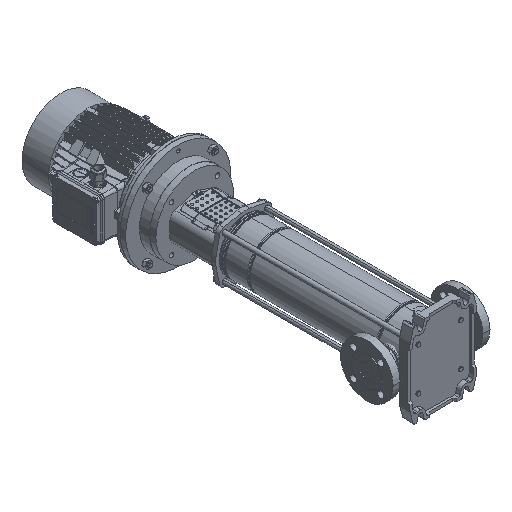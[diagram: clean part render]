
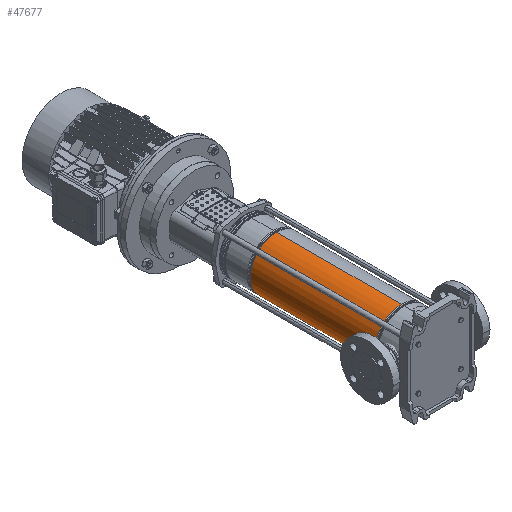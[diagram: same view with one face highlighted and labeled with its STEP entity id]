
A CAD part, isometric view. The second image highlights one B-rep face of the part: STEP entity #47677.
In plain terms, the highlighted cylindrical face has radius 74.9 mm (diameter 149.8 mm), a partial arc.
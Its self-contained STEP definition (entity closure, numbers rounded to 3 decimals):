
#3266 = DIRECTION ( 'NONE',  ( 1., 0., 0. ) ) ;
#3487 = ORIENTED_EDGE ( 'NONE', *, *, #48243, .T. ) ;
#6707 = DIRECTION ( 'NONE',  ( 1., 0., 0. ) ) ;
#6900 = CARTESIAN_POINT ( 'NONE',  ( -74.9, 0., 87.279 ) ) ;
#7307 = DIRECTION ( 'NONE',  ( -1., 0., 0. ) ) ;
#9264 = AXIS2_PLACEMENT_3D ( 'NONE', #33648, #74994, #3266 ) ;
#11749 = CARTESIAN_POINT ( 'NONE',  ( 74.9, 0., 0. ) ) ;
#12828 = EDGE_CURVE ( 'NONE', #25605, #55304, #65185, .T. ) ;
#14434 = CARTESIAN_POINT ( 'NONE',  ( -74.9, 0., 442.721 ) ) ;
#17285 = CARTESIAN_POINT ( 'NONE',  ( -74.9, 0., 0. ) ) ;
#18866 = EDGE_CURVE ( 'NONE', #25605, #42638, #28207, .T. ) ;
#19098 = AXIS2_PLACEMENT_3D ( 'NONE', #71238, #35776, #7307 ) ;
#19157 = AXIS2_PLACEMENT_3D ( 'NONE', #72983, #24974, #6707 ) ;
#20456 = ORIENTED_EDGE ( 'NONE', *, *, #12828, .T. ) ;
#24974 = DIRECTION ( 'NONE',  ( 0., 0., -1. ) ) ;
#25605 = VERTEX_POINT ( 'NONE', #14434 ) ;
#27393 = EDGE_LOOP ( 'NONE', ( #20456, #44410, #3487, #44627 ) ) ;
#28207 = LINE ( 'NONE', #17285, #36541 ) ;
#29971 = VERTEX_POINT ( 'NONE', #50480 ) ;
#33648 = CARTESIAN_POINT ( 'NONE',  ( 0., 0., 87.279 ) ) ;
#34765 = VECTOR ( 'NONE', #46459, 1000. ) ;
#35528 = LINE ( 'NONE', #11749, #34765 ) ;
#35776 = DIRECTION ( 'NONE',  ( 0., 0., -1. ) ) ;
#36541 = VECTOR ( 'NONE', #52012, 1000. ) ;
#42356 = FACE_OUTER_BOUND ( 'NONE', #27393, .T. ) ;
#42638 = VERTEX_POINT ( 'NONE', #6900 ) ;
#44410 = ORIENTED_EDGE ( 'NONE', *, *, #66276, .T. ) ;
#44627 = ORIENTED_EDGE ( 'NONE', *, *, #18866, .F. ) ;
#46459 = DIRECTION ( 'NONE',  ( 0., 0., -1. ) ) ;
#47677 = ADVANCED_FACE ( 'NONE', ( #42356 ), #70868, .T. ) ;
#48243 = EDGE_CURVE ( 'NONE', #29971, #42638, #71544, .T. ) ;
#50480 = CARTESIAN_POINT ( 'NONE',  ( 74.9, 0., 87.279 ) ) ;
#52012 = DIRECTION ( 'NONE',  ( 0., 0., -1. ) ) ;
#55304 = VERTEX_POINT ( 'NONE', #75363 ) ;
#65185 = CIRCLE ( 'NONE', #19157, 74.9 ) ;
#66276 = EDGE_CURVE ( 'NONE', #55304, #29971, #35528, .T. ) ;
#70868 = CYLINDRICAL_SURFACE ( 'NONE', #19098, 74.9 ) ;
#71238 = CARTESIAN_POINT ( 'NONE',  ( 0., 0., 0. ) ) ;
#71544 = CIRCLE ( 'NONE', #9264, 74.9 ) ;
#72983 = CARTESIAN_POINT ( 'NONE',  ( 0., 0., 442.721 ) ) ;
#74994 = DIRECTION ( 'NONE',  ( 0., 0., 1. ) ) ;
#75363 = CARTESIAN_POINT ( 'NONE',  ( 74.9, 0., 442.721 ) ) ;
